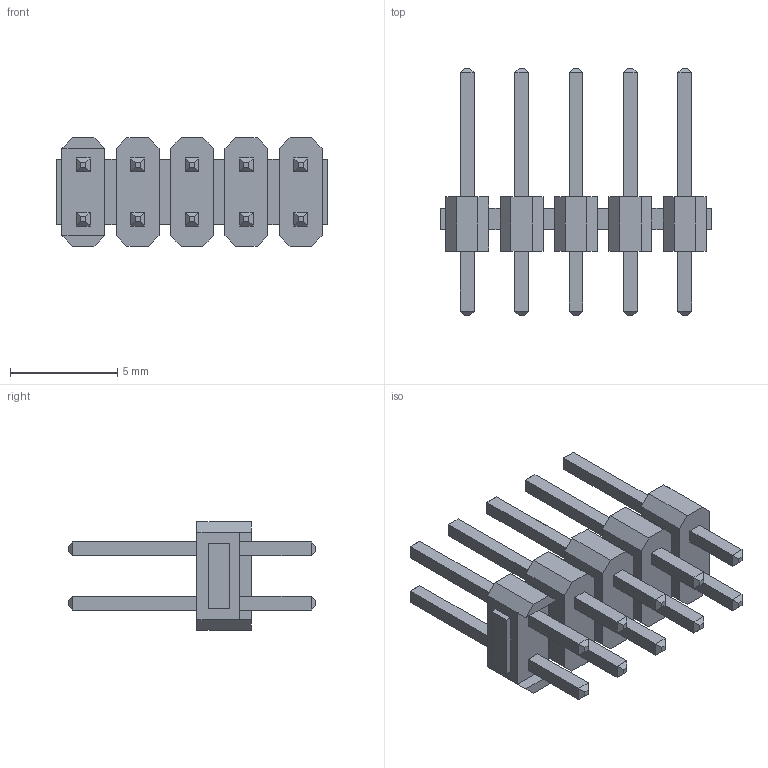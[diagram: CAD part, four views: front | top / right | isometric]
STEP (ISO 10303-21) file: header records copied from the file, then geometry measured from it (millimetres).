
FILE_DESCRIPTION (( 'STEP AP214' ), '1' );
FILE_NAME ('6B90C283-0B3E-4B85-B992-39BE87BB1CCA.STEP', '2023-03-23T04:03:06', ( '' ), ( '' ), 'SwSTEP 2.0', 'SolidWorks 2022', '' );
FILE_SCHEMA (( 'AUTOMOTIVE_DESIGN' ));
Length unit declared in the file: millimetre
Products named in the file (1): 6B90C283-0B3E-4B85-B992-39BE87BB1CCA
Bounding box: 12.7 x 11.54 x 5.08 mm (x, y, z)
Volume: 163.1 mm3; surface area: 531.8 mm2
Topology: 9 solids, 9 shells, 268 faces, 600 edges, 372 vertices
Faces by surface type: plane 268
Entity records: 10226 total; most frequent: CARTESIAN_POINT 1241, ORIENTED_EDGE 1200, DIRECTION 1138, LINE 600, VECTOR 600, EDGE_CURVE 600, VERTEX_POINT 372, EDGE_LOOP 290
